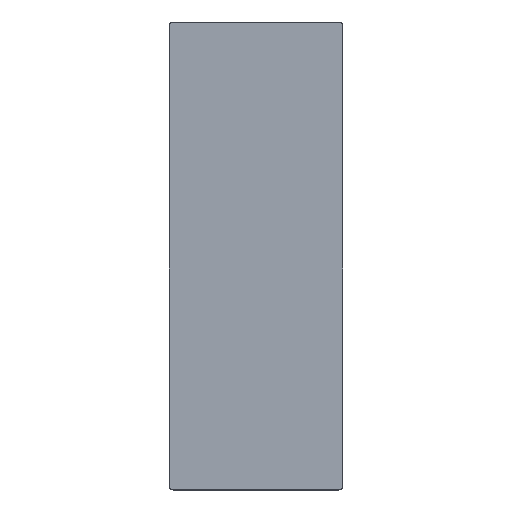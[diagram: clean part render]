
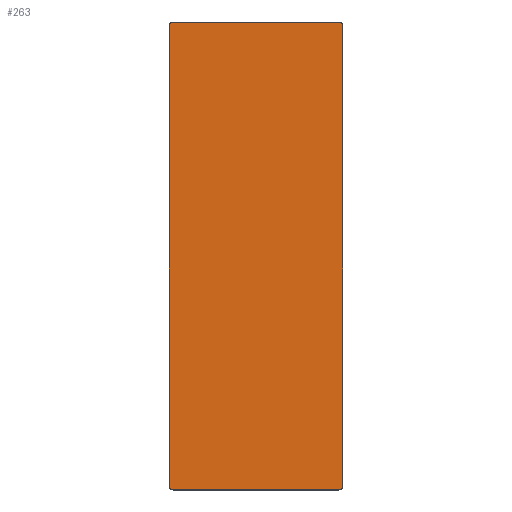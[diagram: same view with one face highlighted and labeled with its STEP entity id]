
A CAD part, top view. The second image highlights one B-rep face of the part: STEP entity #263.
In plain terms, the highlighted planar face has unit normal (0, 0, 1).
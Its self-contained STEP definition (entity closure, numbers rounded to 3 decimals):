
#3 = CARTESIAN_POINT ( 'NONE',  ( -21.25, 120., 1.5 ) ) ;
#6 = EDGE_CURVE ( 'NONE', #98, #239, #312, .T. ) ;
#10 = ORIENTED_EDGE ( 'NONE', *, *, #6, .T. ) ;
#24 = LINE ( 'NONE', #175, #300 ) ;
#26 = CARTESIAN_POINT ( 'NONE',  ( -22.25, 119., 1.5 ) ) ;
#28 = DIRECTION ( 'NONE',  ( 1., 0., 0. ) ) ;
#29 = DIRECTION ( 'NONE',  ( -1., 0., 0. ) ) ;
#41 = DIRECTION ( 'NONE',  ( 1., 0., 0. ) ) ;
#43 = VERTEX_POINT ( 'NONE', #80 ) ;
#45 = AXIS2_PLACEMENT_3D ( 'NONE', #208, #71, #327 ) ;
#57 = CIRCLE ( 'NONE', #45, 1. ) ;
#70 = AXIS2_PLACEMENT_3D ( 'NONE', #153, #204, #41 ) ;
#71 = DIRECTION ( 'NONE',  ( 0., 0., 1. ) ) ;
#80 = CARTESIAN_POINT ( 'NONE',  ( -22.25, 119., 1.5 ) ) ;
#84 = VERTEX_POINT ( 'NONE', #200 ) ;
#86 = DIRECTION ( 'NONE',  ( 0., -1., 0. ) ) ;
#90 = CARTESIAN_POINT ( 'NONE',  ( -22.25, 1., 1.5 ) ) ;
#98 = VERTEX_POINT ( 'NONE', #90 ) ;
#102 = ORIENTED_EDGE ( 'NONE', *, *, #111, .T. ) ;
#103 = EDGE_CURVE ( 'NONE', #43, #98, #347, .T. ) ;
#111 = EDGE_CURVE ( 'NONE', #268, #298, #269, .T. ) ;
#114 = PLANE ( 'NONE',  #129 ) ;
#120 = CARTESIAN_POINT ( 'NONE',  ( 21.25, 120., 1.5 ) ) ;
#129 = AXIS2_PLACEMENT_3D ( 'NONE', #302, #267, #330 ) ;
#135 = ORIENTED_EDGE ( 'NONE', *, *, #192, .T. ) ;
#143 = AXIS2_PLACEMENT_3D ( 'NONE', #368, #165, #193 ) ;
#153 = CARTESIAN_POINT ( 'NONE',  ( 21.25, 119., 1.5 ) ) ;
#154 = ORIENTED_EDGE ( 'NONE', *, *, #279, .T. ) ;
#155 = ORIENTED_EDGE ( 'NONE', *, *, #259, .T. ) ;
#165 = DIRECTION ( 'NONE',  ( 0., 0., 1. ) ) ;
#173 = CARTESIAN_POINT ( 'NONE',  ( -21.25, 0., 1.5 ) ) ;
#175 = CARTESIAN_POINT ( 'NONE',  ( 22.25, 119., 1.5 ) ) ;
#180 = ORIENTED_EDGE ( 'NONE', *, *, #323, .T. ) ;
#192 = EDGE_CURVE ( 'NONE', #239, #268, #346, .T. ) ;
#193 = DIRECTION ( 'NONE',  ( 1., 0., 0. ) ) ;
#200 = CARTESIAN_POINT ( 'NONE',  ( 22.25, 119., 1.5 ) ) ;
#204 = DIRECTION ( 'NONE',  ( 0., 0., 1. ) ) ;
#208 = CARTESIAN_POINT ( 'NONE',  ( -21.25, 119., 1.5 ) ) ;
#209 = EDGE_LOOP ( 'NONE', ( #154, #301, #180, #367, #10, #135, #102, #155 ) ) ;
#220 = VERTEX_POINT ( 'NONE', #120 ) ;
#226 = CARTESIAN_POINT ( 'NONE',  ( 21.25, 1., 1.5 ) ) ;
#232 = EDGE_CURVE ( 'NONE', #220, #308, #261, .T. ) ;
#239 = VERTEX_POINT ( 'NONE', #265 ) ;
#240 = CARTESIAN_POINT ( 'NONE',  ( 22.25, 1., 1.5 ) ) ;
#259 = EDGE_CURVE ( 'NONE', #298, #84, #24, .T. ) ;
#260 = FACE_OUTER_BOUND ( 'NONE', #209, .T. ) ;
#261 = LINE ( 'NONE', #262, #358 ) ;
#262 = CARTESIAN_POINT ( 'NONE',  ( -21.25, 120., 1.5 ) ) ;
#263 = ADVANCED_FACE ( 'NONE', ( #260 ), #114, .T. ) ;
#265 = CARTESIAN_POINT ( 'NONE',  ( -21.25, 0., 1.5 ) ) ;
#267 = DIRECTION ( 'NONE',  ( 0., 0., 1. ) ) ;
#268 = VERTEX_POINT ( 'NONE', #324 ) ;
#269 = CIRCLE ( 'NONE', #299, 1. ) ;
#279 = EDGE_CURVE ( 'NONE', #84, #220, #307, .T. ) ;
#294 = DIRECTION ( 'NONE',  ( 0., 1., 0. ) ) ;
#298 = VERTEX_POINT ( 'NONE', #240 ) ;
#299 = AXIS2_PLACEMENT_3D ( 'NONE', #226, #319, #28 ) ;
#300 = VECTOR ( 'NONE', #294, 1000. ) ;
#301 = ORIENTED_EDGE ( 'NONE', *, *, #232, .T. ) ;
#302 = CARTESIAN_POINT ( 'NONE',  ( 21.25, 119., 1.5 ) ) ;
#307 = CIRCLE ( 'NONE', #70, 1. ) ;
#308 = VERTEX_POINT ( 'NONE', #3 ) ;
#312 = CIRCLE ( 'NONE', #143, 1. ) ;
#319 = DIRECTION ( 'NONE',  ( 0., 0., 1. ) ) ;
#323 = EDGE_CURVE ( 'NONE', #308, #43, #57, .T. ) ;
#324 = CARTESIAN_POINT ( 'NONE',  ( 21.25, 0., 1.5 ) ) ;
#327 = DIRECTION ( 'NONE',  ( 1., 0., 0. ) ) ;
#330 = DIRECTION ( 'NONE',  ( 1., 0., 0. ) ) ;
#333 = VECTOR ( 'NONE', #377, 1000. ) ;
#339 = VECTOR ( 'NONE', #86, 1000. ) ;
#346 = LINE ( 'NONE', #173, #333 ) ;
#347 = LINE ( 'NONE', #26, #339 ) ;
#358 = VECTOR ( 'NONE', #29, 1000. ) ;
#367 = ORIENTED_EDGE ( 'NONE', *, *, #103, .T. ) ;
#368 = CARTESIAN_POINT ( 'NONE',  ( -21.25, 1., 1.5 ) ) ;
#377 = DIRECTION ( 'NONE',  ( 1., 0., 0. ) ) ;
